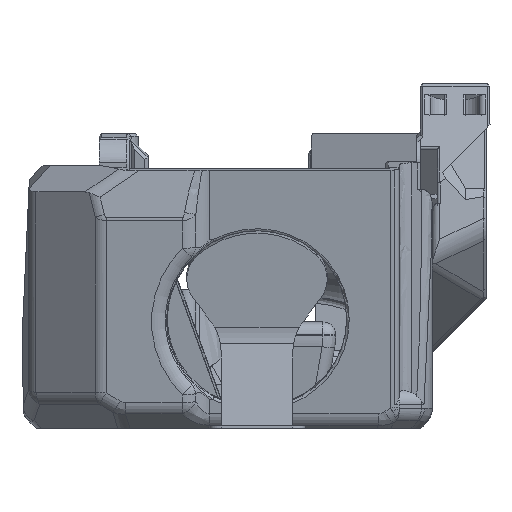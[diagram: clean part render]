
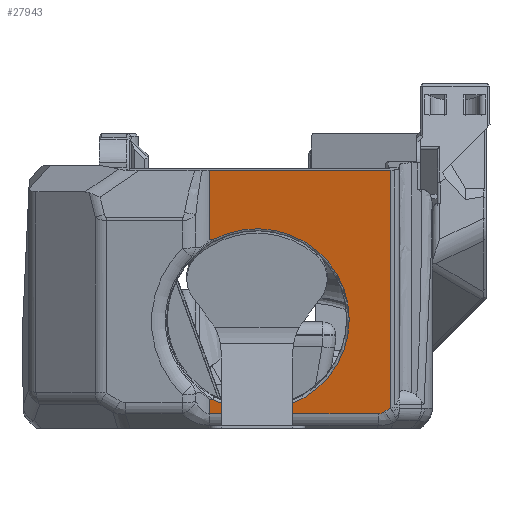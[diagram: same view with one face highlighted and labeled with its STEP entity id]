
A CAD part, left-side view. The second image highlights one B-rep face of the part: STEP entity #27943.
In plain terms, the highlighted planar face has unit normal (-0.985, 0, -0.174).
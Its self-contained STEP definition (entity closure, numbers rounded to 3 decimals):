
#695=B_SPLINE_CURVE_WITH_KNOTS('',3,(#44127,#44128,#44129,#44130),
 .UNSPECIFIED.,.F.,.F.,(4,4),(0.,0.382),.UNSPECIFIED.);
#708=B_SPLINE_CURVE_WITH_KNOTS('',3,(#44422,#44423,#44424,#44425),
 .UNSPECIFIED.,.F.,.F.,(4,4),(0.618,1.),.UNSPECIFIED.);
#1313=CIRCLE('',#29378,14.4);
#2486=ELLIPSE('',#29998,3.203,2.);
#5167=ORIENTED_EDGE('',*,*,#12629,.F.);
#5168=ORIENTED_EDGE('',*,*,#11617,.T.);
#5169=ORIENTED_EDGE('',*,*,#12758,.T.);
#5170=ORIENTED_EDGE('',*,*,#12759,.F.);
#5171=ORIENTED_EDGE('',*,*,#12760,.T.);
#5172=ORIENTED_EDGE('',*,*,#12761,.T.);
#5173=ORIENTED_EDGE('',*,*,#12762,.F.);
#5174=ORIENTED_EDGE('',*,*,#12763,.T.);
#5175=ORIENTED_EDGE('',*,*,#12215,.F.);
#5176=ORIENTED_EDGE('',*,*,#12240,.F.);
#11617=EDGE_CURVE('',#15824,#15823,#1313,.T.);
#12215=EDGE_CURVE('',#16227,#16228,#18780,.T.);
#12240=EDGE_CURVE('',#16245,#16227,#18799,.T.);
#12629=EDGE_CURVE('',#15824,#16245,#695,.F.);
#12758=EDGE_CURVE('',#15823,#16611,#708,.T.);
#12759=EDGE_CURVE('',#16612,#16611,#19135,.T.);
#12760=EDGE_CURVE('',#16612,#16613,#19136,.T.);
#12761=EDGE_CURVE('',#16613,#16614,#2486,.T.);
#12762=EDGE_CURVE('',#16615,#16614,#19137,.T.);
#12763=EDGE_CURVE('',#16615,#16228,#19138,.T.);
#15823=VERTEX_POINT('',#39898);
#15824=VERTEX_POINT('',#39900);
#16227=VERTEX_POINT('',#42417);
#16228=VERTEX_POINT('',#42419);
#16245=VERTEX_POINT('',#42478);
#16611=VERTEX_POINT('',#44426);
#16612=VERTEX_POINT('',#44428);
#16613=VERTEX_POINT('',#44430);
#16614=VERTEX_POINT('',#44432);
#16615=VERTEX_POINT('',#44434);
#18780=LINE('',#42418,#21166);
#18799=LINE('',#42479,#21185);
#19135=LINE('',#44427,#21521);
#19136=LINE('',#44429,#21522);
#19137=LINE('',#44433,#21523);
#19138=LINE('',#44435,#21524);
#21166=VECTOR('',#33196,1000.);
#21185=VECTOR('',#33233,1000.);
#21521=VECTOR('',#34057,1000.);
#21522=VECTOR('',#34058,1000.);
#21523=VECTOR('',#34061,1000.);
#21524=VECTOR('',#34062,1000.);
#23587=EDGE_LOOP('',(#5167,#5168,#5169,#5170,#5171,#5172,#5173,#5174,#5175,
#5176));
#25364=FACE_BOUND('',#23587,.T.);
#26877=PLANE('',#29997);
#27943=ADVANCED_FACE('',(#25364),#26877,.F.);
#29378=AXIS2_PLACEMENT_3D('',#39899,#32210,#32211);
#29997=AXIS2_PLACEMENT_3D('',#44421,#34055,#34056);
#29998=AXIS2_PLACEMENT_3D('',#44431,#34059,#34060);
#32210=DIRECTION('',(0.985,0.,0.174));
#32211=DIRECTION('',(0.174,0.,-0.985));
#33196=DIRECTION('',(0.,-1.,0.));
#33233=DIRECTION('',(-0.174,0.,0.985));
#34055=DIRECTION('',(0.985,0.,0.174));
#34056=DIRECTION('',(-0.174,0.,0.985));
#34057=DIRECTION('',(-0.174,0.,0.985));
#34058=DIRECTION('',(0.,-1.,0.));
#34059=DIRECTION('',(-0.985,0.,-0.174));
#34060=DIRECTION('',(-0.165,-0.304,0.938));
#34061=DIRECTION('',(0.097,0.829,-0.551));
#34062=DIRECTION('',(-0.174,0.,0.985));
#39898=CARTESIAN_POINT('',(-28.264,11.767,4.533));
#39899=CARTESIAN_POINT('',(-30.458,4.853,16.973));
#39900=CARTESIAN_POINT('',(-32.651,11.767,29.413));
#42417=CARTESIAN_POINT('',(-34.572,12.27,40.304));
#42418=CARTESIAN_POINT('',(-34.572,24.853,40.304));
#42419=CARTESIAN_POINT('',(-34.572,-16.002,40.304));
#42478=CARTESIAN_POINT('',(-32.66,12.27,29.463));
#42479=CARTESIAN_POINT('',(-31.185,12.27,21.099));
#44127=CARTESIAN_POINT('',(-32.66,12.27,29.463));
#44128=CARTESIAN_POINT('',(-32.657,12.102,29.442));
#44129=CARTESIAN_POINT('',(-32.654,11.935,29.425));
#44130=CARTESIAN_POINT('',(-32.651,11.767,29.413));
#44421=CARTESIAN_POINT('',(-31.185,24.853,21.099));
#44422=CARTESIAN_POINT('',(-28.264,11.767,4.533));
#44423=CARTESIAN_POINT('',(-28.262,11.935,4.52));
#44424=CARTESIAN_POINT('',(-28.259,12.102,4.503));
#44425=CARTESIAN_POINT('',(-28.255,12.27,4.482));
#44426=CARTESIAN_POINT('',(-28.255,12.27,4.482));
#44427=CARTESIAN_POINT('',(-31.185,12.27,21.099));
#44428=CARTESIAN_POINT('',(-27.864,12.27,2.262));
#44429=CARTESIAN_POINT('',(-27.864,-14.655,2.262));
#44430=CARTESIAN_POINT('',(-27.864,-14.07,2.262));
#44431=CARTESIAN_POINT('',(-28.404,-14.652,5.326));
#44432=CARTESIAN_POINT('',(-27.923,-15.07,2.597));
#44433=CARTESIAN_POINT('',(-27.821,-14.199,2.018));
#44434=CARTESIAN_POINT('',(-28.032,-16.002,3.216));
#44435=CARTESIAN_POINT('',(-7.663,-16.002,-112.301));
